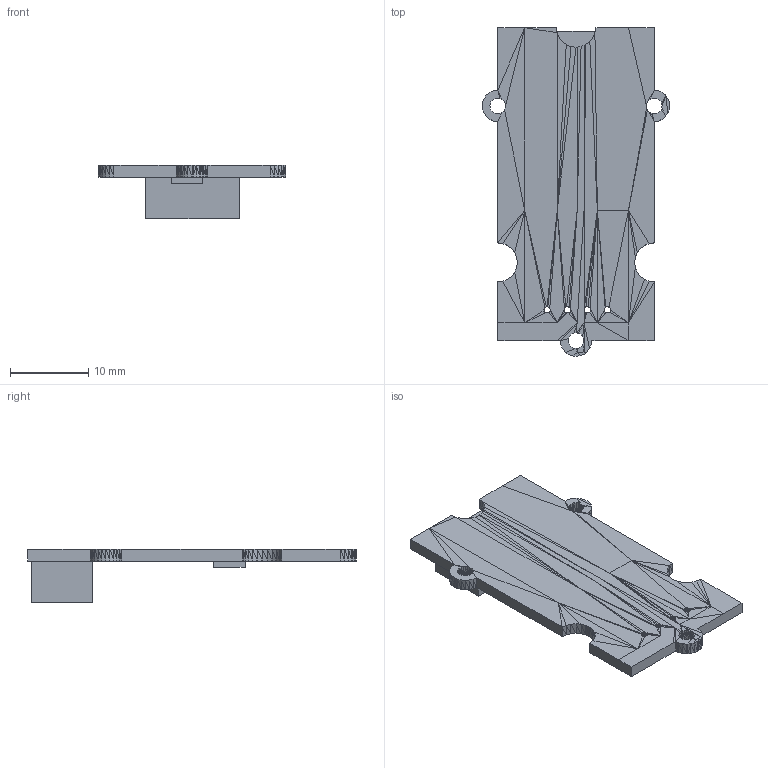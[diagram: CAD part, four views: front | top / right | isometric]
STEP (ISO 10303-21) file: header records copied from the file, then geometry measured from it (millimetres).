
FILE_DESCRIPTION(('HOOPS Exchange Step'),'2;1');
FILE_NAME('bac1f7bcd26a981996c62a78250c85f620211016-1-xgdzft.SLDASM.step','2021-10-16T04:06:40+00:00',('root'),('Unknown organisation'),'HOOPS Exchange 2021.0','HOOPS Exchange','Unknown authorisation');
FILE_SCHEMA( ('AUTOMOTIVE_DESIGN { 1 0 10303 214 1 1 1 1 }') );
Length unit declared in the file: millimetre
Products named in the file (5): Grove IMU Board-1; Grove Connecteur-1; MPU9150-1; Défaut; bac1f7bcd26a981996c62a78250c85f620211016-1-xgdzft
Assembly tree (4 placements, depth 3):
  bac1f7bcd26a981996c62a78250c85f620211016-1-xgdzft
    Défaut
      Grove IMU Board-1
      Grove Connecteur-1
      MPU9150-1
Bounding box: 24 x 42 x 6.8 mm (x, y, z)
Volume: 235.5 mm3; surface area: 2430 mm2
Topology: 6 solids, 7 shells, 745 faces, 1396 edges, 648 vertices
Faces by surface type: plane 745
Entity records: 6965 total; most frequent: DIRECTION 1508, CARTESIAN_POINT 1402, AXIS2_PLACEMENT_3D 754, PLANE 745, POLY_LOOP 745, FACE_OUTER_BOUND 745, FACE_SURFACE 745, OVER_RIDING_STYLED_ITEM 183
